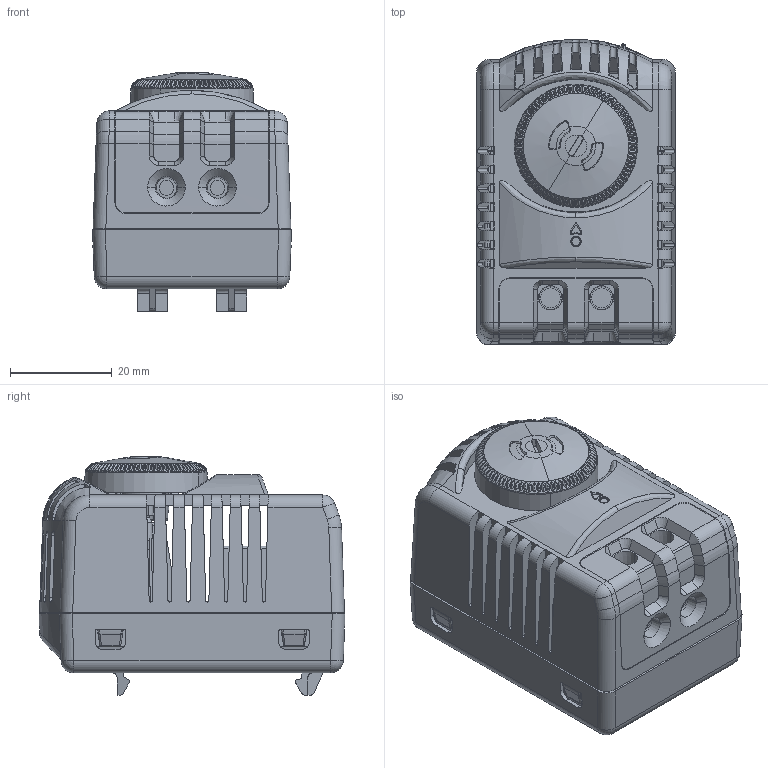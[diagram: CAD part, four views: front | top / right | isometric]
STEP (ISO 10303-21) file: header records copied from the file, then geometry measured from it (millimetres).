
FILE_DESCRIPTION((''),'2;1');
FILE_NAME('3011X1_ASM','2015-12-09T',('alexcam'),(''),'CREO PARAMETRIC BY PTC INC, 2014500','CREO PARAMETRIC BY PTC INC, 2014500','');
FILE_SCHEMA(('CONFIG_CONTROL_DESIGN'));
Products named in the file (7): HOUSING-41616-VARIABLE_1; SOCKET-41618_1; KARSON-TBLOCK-2P_1; THERMOREX-SINGLE_ASM_1_ASM; KNOB-41621-BIMET-DEG-C_1; 3011XX-VARIABLE_ASM_1_ASM; 3011X1_ASM
Assembly tree (6 placements, depth 4):
  3011X1_ASM
    3011XX-VARIABLE_ASM_1_ASM
      HOUSING-41616-VARIABLE_1
      SOCKET-41618_1
      THERMOREX-SINGLE_ASM_1_ASM
        KARSON-TBLOCK-2P_1
      KNOB-41621-BIMET-DEG-C_1
Bounding box: 39 x 60 x 46.8 mm (x, y, z)
Volume: 23819.5 mm3; surface area: 30070.2 mm2
Topology: 4 solids, 4 shells, 2213 faces, 6377 edges, 4136 vertices
Faces by surface type: plane 1075, cylinder 422, bspline 420, cone 230, torus 46, sphere 19, extrusion 1
Entity records: 90042 total; most frequent: CARTESIAN_POINT 37995, ORIENTED_EDGE 12716, DIRECTION 8004, EDGE_CURVE 6358, VERTEX_POINT 4136, VECTOR 2792, LINE 2791, B_SPLINE_CURVE_WITH_KNOTS 2772
